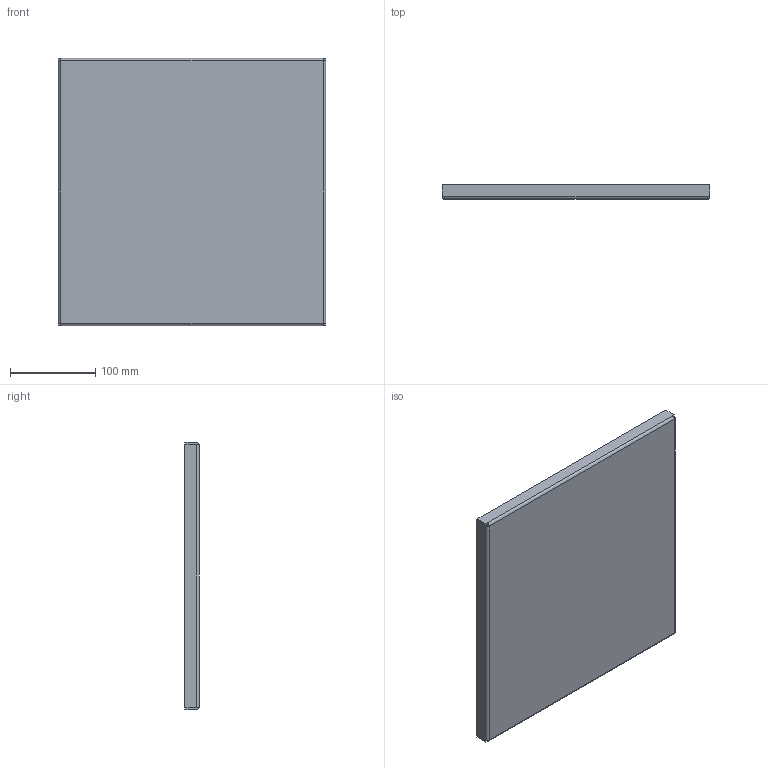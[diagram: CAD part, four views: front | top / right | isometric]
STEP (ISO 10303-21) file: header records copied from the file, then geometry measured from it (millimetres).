
FILE_DESCRIPTION((''),'2;1');
FILE_NAME('EKQ162BL15_ASM','2024-02-29T13:21:13',('goergem'),(''),'CREO PARAMETRIC BY PTC INC, 2022281','CREO PARAMETRIC BY PTC INC, 2022281','');
FILE_SCHEMA(('AUTOMOTIVE_DESIGN { 1 0 10303 214 1 1 1 1 }'));
Length unit declared in the file: millimetre
Products named in the file (4): T-00649_1; T-00880_ASM_1_ASM; T-00886_ASM_1_ASM; EKQ162BL15_ASM
Assembly tree (3 placements, depth 4):
  EKQ162BL15_ASM
    T-00886_ASM_1_ASM
      T-00880_ASM_1_ASM
        T-00649_1
Bounding box: 314 x 17 x 314 mm (x, y, z)
Volume: 232407.3 mm3; surface area: 235208.7 mm2
Topology: 1 solids, 1 shells, 46 faces, 100 edges, 56 vertices
Faces by surface type: plane 38, cylinder 8
Entity records: 3452 total; most frequent: DIRECTION 427, CARTESIAN_POINT 358, COLOUR_RGB 214, PROPERTY_DEFINITION 210, REPRESENTATION 209, PROPERTY_DEFINITION_REPRESENTATION 209, ORIENTED_EDGE 200, GENERAL_PROPERTY 155
